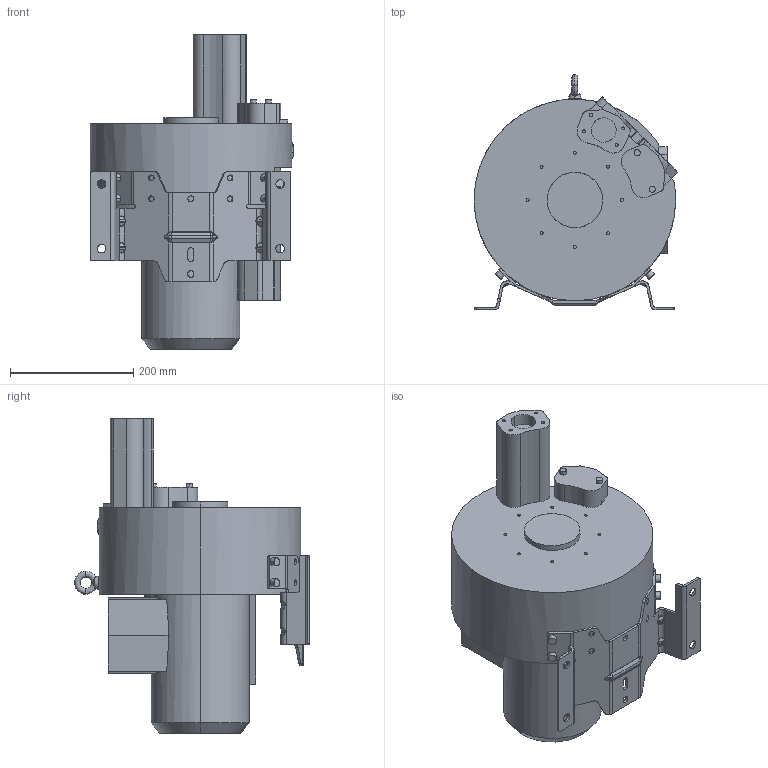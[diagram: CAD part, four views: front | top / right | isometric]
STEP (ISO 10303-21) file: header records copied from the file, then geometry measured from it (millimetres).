
FILE_DESCRIPTION (( 'STEP AP203' ), '1' );
FILE_NAME ('4RB320-0AP41.1.stp', '2025-05-12T09:19:55', ( '' ), ( '' ), 'SwSTEP 2.0', 'SolidWorks 2021', '' );
FILE_SCHEMA (( 'CONFIG_CONTROL_DESIGN' ));
Length unit declared in the file: millimetre
Products named in the file (1): 4RB320-0AP41.1
Bounding box: 331.13 x 382.16 x 511.02 mm (x, y, z)
Volume: 18920976.1 mm3; surface area: 683460.5 mm2
Topology: 1 solids, 1 shells, 597 faces, 1743 edges, 1185 vertices
Faces by surface type: cylinder 276, plane 207, bspline 108, cone 6
Entity records: 38179 total; most frequent: CARTESIAN_POINT 24750, ORIENTED_EDGE 3486, EDGE_CURVE 1743, DIRECTION 1689, VERTEX_POINT 1185, B_SPLINE_CURVE_WITH_KNOTS 1099, EDGE_LOOP 656, FACE_OUTER_BOUND 597
